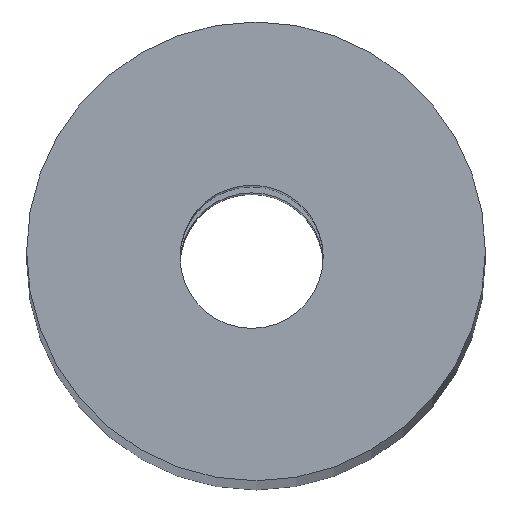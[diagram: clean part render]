
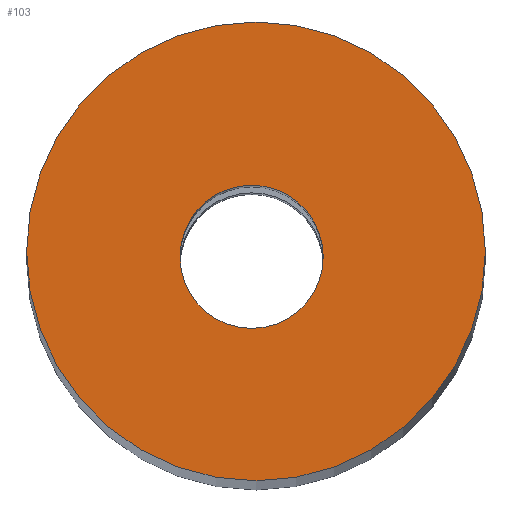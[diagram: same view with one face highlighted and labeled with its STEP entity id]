
A CAD part, top view. The second image highlights one B-rep face of the part: STEP entity #103.
In plain terms, the highlighted planar face has unit normal (0, 0, 1).
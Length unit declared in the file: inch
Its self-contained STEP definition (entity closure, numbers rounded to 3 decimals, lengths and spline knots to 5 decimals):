
#16=FACE_BOUND('',#37,.T.);
#18=PLANE('',#138);
#28=FACE_OUTER_BOUND('',#36,.T.);
#36=EDGE_LOOP('',(#93));
#37=EDGE_LOOP('',(#94));
#51=CIRCLE('',#133,0.078);
#53=CIRCLE('',#137,0.25);
#59=VERTEX_POINT('',#188);
#61=VERTEX_POINT('',#195);
#68=EDGE_CURVE('',#59,#59,#51,.T.);
#71=EDGE_CURVE('',#61,#61,#53,.T.);
#93=ORIENTED_EDGE('',*,*,#71,.T.);
#94=ORIENTED_EDGE('',*,*,#68,.T.);
#103=ADVANCED_FACE('',(#28,#16),#18,.T.);
#133=AXIS2_PLACEMENT_3D('',#189,#158,#159);
#137=AXIS2_PLACEMENT_3D('',#196,#167,#168);
#138=AXIS2_PLACEMENT_3D('',#198,#170,#171);
#158=DIRECTION('center_axis',(0.,0.,-1.));
#159=DIRECTION('ref_axis',(1.,0.,0.));
#167=DIRECTION('center_axis',(0.,0.,1.));
#168=DIRECTION('ref_axis',(1.,0.,0.));
#170=DIRECTION('center_axis',(0.,0.,1.));
#171=DIRECTION('ref_axis',(1.,0.,0.));
#188=CARTESIAN_POINT('',(-0.08276,-0.00589,2.875));
#189=CARTESIAN_POINT('Origin',(-0.00476,-0.00589,
2.875));
#195=CARTESIAN_POINT('',(-0.25,0.,2.875));
#196=CARTESIAN_POINT('Origin',(0.,0.,2.875));
#198=CARTESIAN_POINT('Origin',(0.,0.,2.875));
